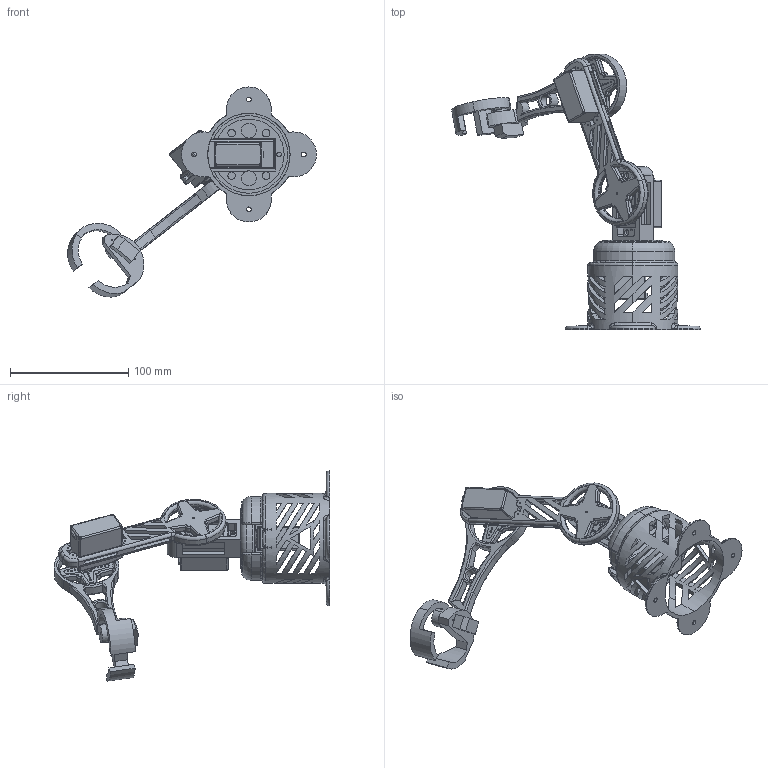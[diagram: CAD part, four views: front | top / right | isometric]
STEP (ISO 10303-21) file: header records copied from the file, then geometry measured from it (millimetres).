
FILE_DESCRIPTION (( 'STEP AP214' ), '1' );
FILE_NAME ('Robotic_Arm.STEP', '2023-05-27T23:04:39', ( '' ), ( '' ), 'SwSTEP 2.0', 'SolidWorks 2022', '' );
FILE_SCHEMA (( 'AUTOMOTIVE_DESIGN' ));
Length unit declared in the file: inch
Products named in the file (9): Robotic_Arm; GripArm; BASE; S3114_servo_CAD_Model; Gripper; BigServo; baseArm; BigHorn; SecondArm
Assembly tree (12 placements, depth 2):
  Robotic_Arm
    BASE
    BigHorn  x3
    BigServo  x3
    baseArm
    SecondArm
    GripArm
    S3114_servo_CAD_Model
    Gripper
Bounding box: 210.57 x 233.37 x 177.85 mm (x, y, z)
Volume: 246812.3 mm3; surface area: 129042.1 mm2
Topology: 15 solids, 18 shells, 1910 faces, 5160 edges, 3310 vertices
Faces by surface type: plane 1015, cylinder 653, torus 159, bspline 69, cone 12, sphere 2
Entity records: 46121 total; most frequent: CARTESIAN_POINT 10564, ORIENTED_EDGE 6512, DIRECTION 6403, EDGE_CURVE 3256, AXIS2_PLACEMENT_3D 2357, VERTEX_POINT 2074, VECTOR 1689, LINE 1689
